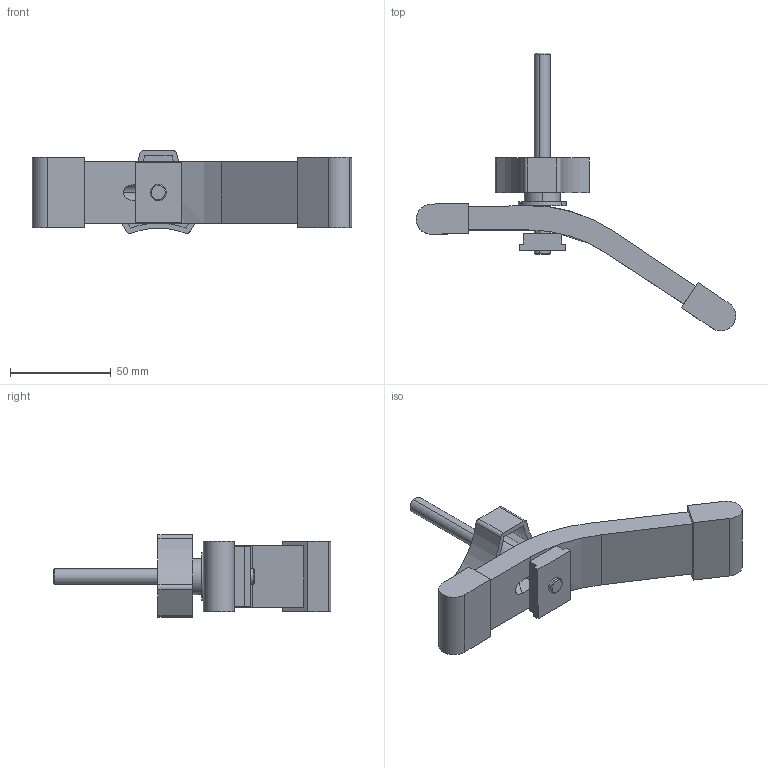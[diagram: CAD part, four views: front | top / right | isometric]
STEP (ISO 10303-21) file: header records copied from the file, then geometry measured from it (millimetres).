
FILE_DESCRIPTION (( 'STEP AP214' ), '1' );
FILE_NAME ('B728 Ïðèæèì äëÿ T-track.STEP', '2025-09-29T13:33:48', ( '' ), ( '' ), 'SwSTEP 2.0', 'SolidWorks 2025', '' );
FILE_SCHEMA (( 'AUTOMOTIVE_DESIGN' ));
Length unit declared in the file: millimetre
Products named in the file (6): Винт с ручкой M8_00; B728 Прижим для T-track; Изогнутая деталь_00; Сухарь М8_00; B728 Шайба_00; Вал М8х100_00
Assembly tree (5 placements, depth 2):
  B728 Прижим для T-track
    Изогнутая деталь_00
    B728 Шайба_00
    Сухарь М8_00
    Винт с ручкой M8_00
    Вал М8х100_00
Bounding box: 158.93 x 138.24 x 41.08 mm (x, y, z)
Volume: 87373.6 mm3; surface area: 31215.3 mm2
Topology: 5 solids, 5 shells, 104 faces, 261 edges, 170 vertices
Faces by surface type: plane 52, cylinder 40, cone 12
Entity records: 3404 total; most frequent: CARTESIAN_POINT 639, DIRECTION 573, ORIENTED_EDGE 522, EDGE_CURVE 261, AXIS2_PLACEMENT_3D 208, VERTEX_POINT 170, LINE 157, VECTOR 157
